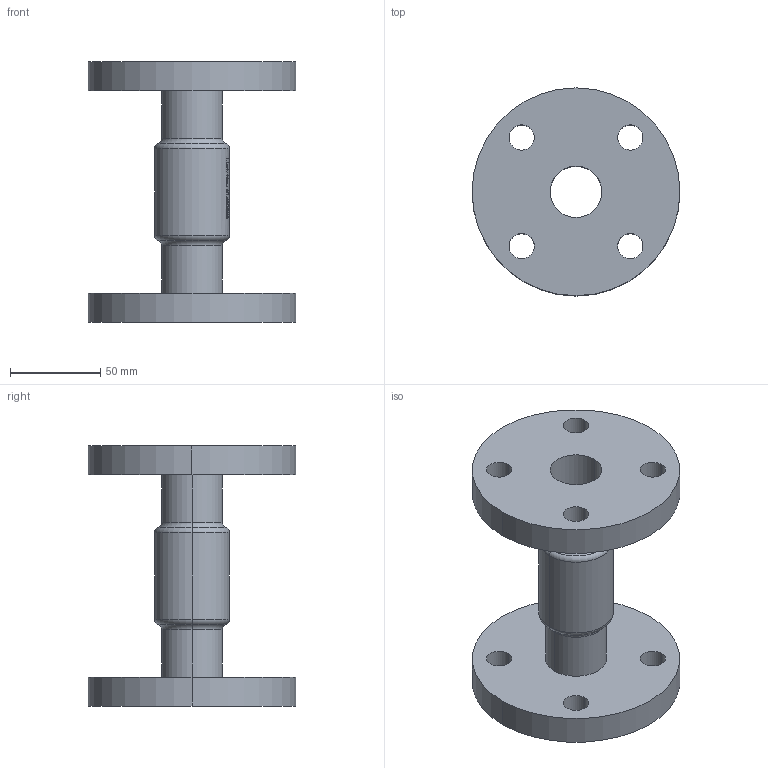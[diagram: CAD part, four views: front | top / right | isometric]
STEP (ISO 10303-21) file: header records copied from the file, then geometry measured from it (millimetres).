
FILE_DESCRIPTION (( 'STEP AP214' ), '1' );
FILE_NAME ('7120000_DN025_PN16_51420253.STEP', '2022-02-03T10:37:50', ( 'axxx' ), ( 'Hewlett-Packard Company' ), 'SwSTEP 2.0', 'SolidWorks 2019', '' );
FILE_SCHEMA (( 'AUTOMOTIVE_DESIGN' ));
Length unit declared in the file: millimetre
Products named in the file (1): 7120000_DN025_PN16_51420253
Bounding box: 115 x 115 x 144 mm (x, y, z)
Volume: 345058.4 mm3; surface area: 81428.7 mm2
Topology: 1 solids, 1 shells, 531 faces, 1389 edges, 922 vertices
Faces by surface type: plane 250, bspline 227, cylinder 46, torus 8
Entity records: 28728 total; most frequent: CARTESIAN_POINT 17157, ORIENTED_EDGE 2778, DIRECTION 1627, EDGE_CURVE 1389, VERTEX_POINT 922, LINE 757, VECTOR 757, EDGE_LOOP 611
